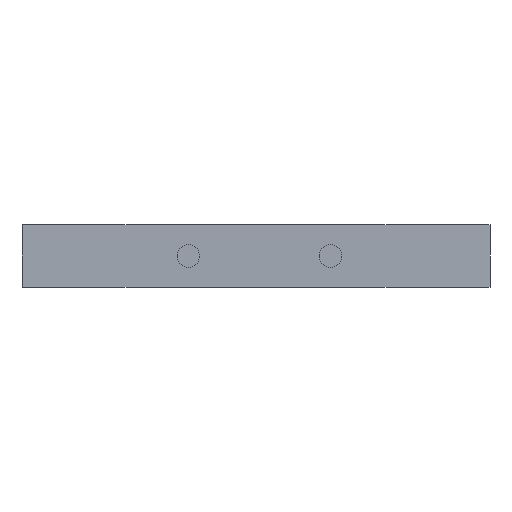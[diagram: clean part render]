
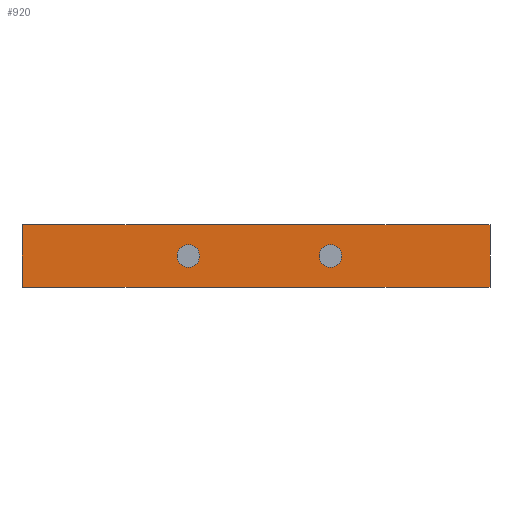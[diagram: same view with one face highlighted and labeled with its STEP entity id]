
A CAD part, front view. The second image highlights one B-rep face of the part: STEP entity #920.
In plain terms, the highlighted planar face has unit normal (0, -1, 0).
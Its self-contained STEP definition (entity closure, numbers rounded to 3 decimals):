
#11 = AXIS2_PLACEMENT_3D ( 'NONE', #411, #1287, #530 ) ;
#15 = EDGE_CURVE ( 'NONE', #1289, #1216, #435, .T. ) ;
#75 = CARTESIAN_POINT ( 'NONE',  ( 0., 0., 9. ) ) ;
#100 = EDGE_LOOP ( 'NONE', ( #1432, #1527, #431, #521 ) ) ;
#228 = CARTESIAN_POINT ( 'NONE',  ( 135., 0., 9. ) ) ;
#245 = AXIS2_PLACEMENT_3D ( 'NONE', #1152, #415, #1294 ) ;
#254 = LINE ( 'NONE', #1487, #592 ) ;
#275 = LINE ( 'NONE', #892, #1665 ) ;
#329 = ORIENTED_EDGE ( 'NONE', *, *, #585, .F. ) ;
#341 = EDGE_CURVE ( 'NONE', #931, #931, #1068, .T. ) ;
#359 = PLANE ( 'NONE',  #444 ) ;
#360 = DIRECTION ( 'NONE',  ( 0., 0., -1. ) ) ;
#408 = CARTESIAN_POINT ( 'NONE',  ( 92.25, 0., 0. ) ) ;
#411 = CARTESIAN_POINT ( 'NONE',  ( 48., 0., 0. ) ) ;
#415 = DIRECTION ( 'NONE',  ( 0., -1., 0. ) ) ;
#431 = ORIENTED_EDGE ( 'NONE', *, *, #1161, .F. ) ;
#435 = LINE ( 'NONE', #75, #1511 ) ;
#444 = AXIS2_PLACEMENT_3D ( 'NONE', #968, #1221, #481 ) ;
#481 = DIRECTION ( 'NONE',  ( -1., 0., 0. ) ) ;
#521 = ORIENTED_EDGE ( 'NONE', *, *, #15, .T. ) ;
#530 = DIRECTION ( 'NONE',  ( 1., 0., 0. ) ) ;
#567 = LINE ( 'NONE', #798, #1074 ) ;
#585 = EDGE_CURVE ( 'NONE', #930, #930, #992, .T. ) ;
#592 = VECTOR ( 'NONE', #1065, 1000. ) ;
#599 = FACE_BOUND ( 'NONE', #1540, .T. ) ;
#714 = EDGE_LOOP ( 'NONE', ( #780 ) ) ;
#757 = CARTESIAN_POINT ( 'NONE',  ( 135., 0., -9. ) ) ;
#780 = ORIENTED_EDGE ( 'NONE', *, *, #341, .F. ) ;
#798 = CARTESIAN_POINT ( 'NONE',  ( 135., 0., 9. ) ) ;
#869 = EDGE_CURVE ( 'NONE', #1481, #1551, #275, .T. ) ;
#892 = CARTESIAN_POINT ( 'NONE',  ( 135., 0., 9. ) ) ;
#920 = ADVANCED_FACE ( 'NONE', ( #1662, #599, #1492 ), #359, .F. ) ;
#930 = VERTEX_POINT ( 'NONE', #1715 ) ;
#931 = VERTEX_POINT ( 'NONE', #408 ) ;
#968 = CARTESIAN_POINT ( 'NONE',  ( 135., 0., 9. ) ) ;
#992 = CIRCLE ( 'NONE', #11, 3.25 ) ;
#1000 = EDGE_CURVE ( 'NONE', #1216, #1551, #254, .T. ) ;
#1050 = CARTESIAN_POINT ( 'NONE',  ( 0., 0., -9. ) ) ;
#1065 = DIRECTION ( 'NONE',  ( 1., 0., 0. ) ) ;
#1068 = CIRCLE ( 'NONE', #245, 3.25 ) ;
#1074 = VECTOR ( 'NONE', #1171, 1000. ) ;
#1152 = CARTESIAN_POINT ( 'NONE',  ( 89., 0., 0. ) ) ;
#1161 = EDGE_CURVE ( 'NONE', #1289, #1481, #567, .T. ) ;
#1171 = DIRECTION ( 'NONE',  ( 1., 0., 0. ) ) ;
#1216 = VERTEX_POINT ( 'NONE', #1050 ) ;
#1221 = DIRECTION ( 'NONE',  ( 0., 1., 0. ) ) ;
#1260 = DIRECTION ( 'NONE',  ( 0., 0., -1. ) ) ;
#1287 = DIRECTION ( 'NONE',  ( 0., -1., 0. ) ) ;
#1289 = VERTEX_POINT ( 'NONE', #1338 ) ;
#1294 = DIRECTION ( 'NONE',  ( 1., 0., 0. ) ) ;
#1338 = CARTESIAN_POINT ( 'NONE',  ( 0., 0., 9. ) ) ;
#1432 = ORIENTED_EDGE ( 'NONE', *, *, #1000, .T. ) ;
#1481 = VERTEX_POINT ( 'NONE', #228 ) ;
#1487 = CARTESIAN_POINT ( 'NONE',  ( 135., 0., -9. ) ) ;
#1492 = FACE_OUTER_BOUND ( 'NONE', #100, .T. ) ;
#1511 = VECTOR ( 'NONE', #360, 1000. ) ;
#1527 = ORIENTED_EDGE ( 'NONE', *, *, #869, .F. ) ;
#1540 = EDGE_LOOP ( 'NONE', ( #329 ) ) ;
#1551 = VERTEX_POINT ( 'NONE', #757 ) ;
#1662 = FACE_BOUND ( 'NONE', #714, .T. ) ;
#1665 = VECTOR ( 'NONE', #1260, 1000. ) ;
#1715 = CARTESIAN_POINT ( 'NONE',  ( 51.25, 0., 0. ) ) ;
